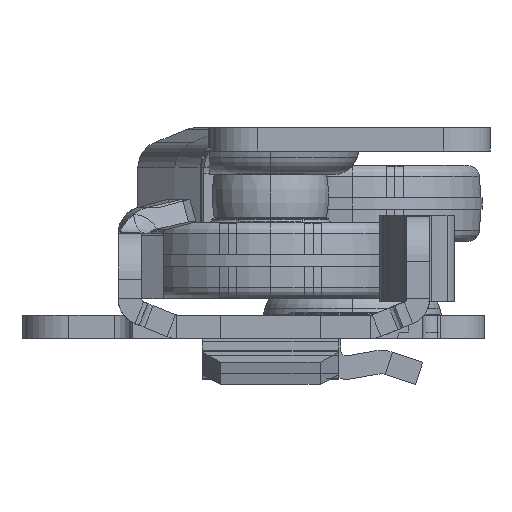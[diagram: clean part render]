
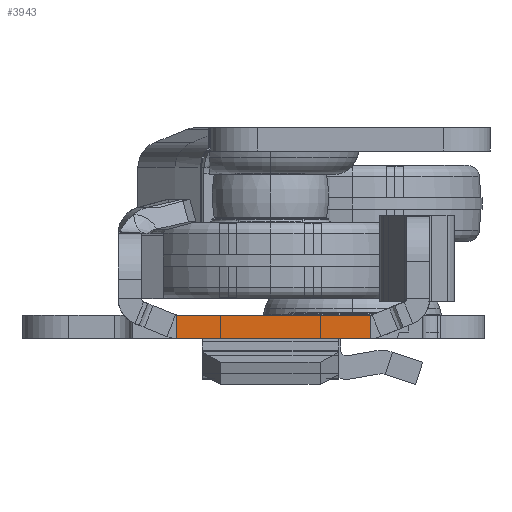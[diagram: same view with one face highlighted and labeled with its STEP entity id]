
A CAD part, left-side view. The second image highlights one B-rep face of the part: STEP entity #3943.
In plain terms, the highlighted planar face has unit normal (-1, 0, 0).
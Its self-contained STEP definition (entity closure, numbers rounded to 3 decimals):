
#1213 = ORIENTED_EDGE ( 'NONE', *, *, #3391, .F. ) ;
#1318 = CARTESIAN_POINT ( 'NONE',  ( -649.5, -9.522, 2. ) ) ;
#1711 = VECTOR ( 'NONE', #12722, 1000. ) ;
#1783 = VERTEX_POINT ( 'NONE', #15744 ) ;
#1864 = EDGE_CURVE ( 'NONE', #11293, #10736, #15833, .T. ) ;
#1869 = ORIENTED_EDGE ( 'NONE', *, *, #4633, .F. ) ;
#2322 = VERTEX_POINT ( 'NONE', #13563 ) ;
#3391 = EDGE_CURVE ( 'NONE', #2322, #11293, #3920, .T. ) ;
#3587 = DIRECTION ( 'NONE',  ( -1., 0., 0. ) ) ;
#3920 = LINE ( 'NONE', #1318, #5847 ) ;
#3943 = ADVANCED_FACE ( 'NONE', ( #6489 ), #5032, .T. ) ;
#4609 = ORIENTED_EDGE ( 'NONE', *, *, #1864, .F. ) ;
#4633 = EDGE_CURVE ( 'NONE', #10736, #1783, #15394, .T. ) ;
#4988 = ORIENTED_EDGE ( 'NONE', *, *, #13420, .T. ) ;
#5032 = PLANE ( 'NONE',  #12873 ) ;
#5847 = VECTOR ( 'NONE', #16086, 1000. ) ;
#6292 = DIRECTION ( 'NONE',  ( 0., 1., 0. ) ) ;
#6489 = FACE_OUTER_BOUND ( 'NONE', #7871, .T. ) ;
#7554 = CARTESIAN_POINT ( 'NONE',  ( -649.5, -21.25, 0. ) ) ;
#7649 = LINE ( 'NONE', #13165, #17059 ) ;
#7871 = EDGE_LOOP ( 'NONE', ( #1213, #4988, #1869, #4609 ) ) ;
#7915 = CARTESIAN_POINT ( 'NONE',  ( -649.5, -9.522, 0. ) ) ;
#8807 = VECTOR ( 'NONE', #13083, 1000. ) ;
#10736 = VERTEX_POINT ( 'NONE', #11831 ) ;
#11293 = VERTEX_POINT ( 'NONE', #7915 ) ;
#11831 = CARTESIAN_POINT ( 'NONE',  ( -649.5, 7.022, 0. ) ) ;
#12096 = DIRECTION ( 'NONE',  ( 0., 1., 0. ) ) ;
#12722 = DIRECTION ( 'NONE',  ( 0., 0., 1. ) ) ;
#12873 = AXIS2_PLACEMENT_3D ( 'NONE', #15937, #3587, #12096 ) ;
#13083 = DIRECTION ( 'NONE',  ( 0., 1., 0. ) ) ;
#13165 = CARTESIAN_POINT ( 'NONE',  ( -649.5, -11.5, 2. ) ) ;
#13420 = EDGE_CURVE ( 'NONE', #2322, #1783, #7649, .T. ) ;
#13563 = CARTESIAN_POINT ( 'NONE',  ( -649.5, -9.522, 2. ) ) ;
#15394 = LINE ( 'NONE', #17015, #1711 ) ;
#15744 = CARTESIAN_POINT ( 'NONE',  ( -649.5, 7.022, 2. ) ) ;
#15833 = LINE ( 'NONE', #7554, #8807 ) ;
#15937 = CARTESIAN_POINT ( 'NONE',  ( -649.5, -11.5, 2. ) ) ;
#16086 = DIRECTION ( 'NONE',  ( 0., 0., -1. ) ) ;
#17015 = CARTESIAN_POINT ( 'NONE',  ( -649.5, 7.022, 2. ) ) ;
#17059 = VECTOR ( 'NONE', #6292, 1000. ) ;
